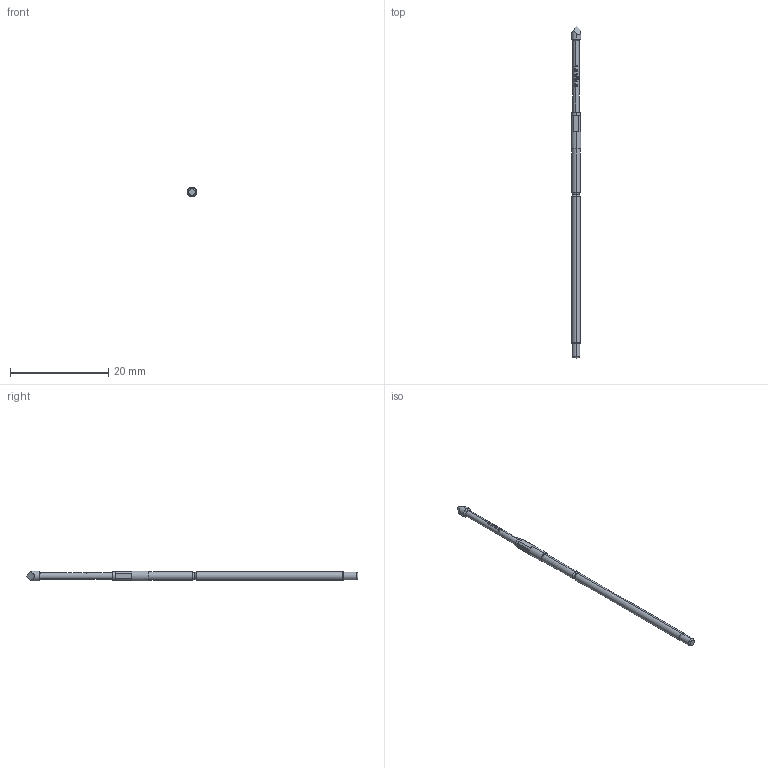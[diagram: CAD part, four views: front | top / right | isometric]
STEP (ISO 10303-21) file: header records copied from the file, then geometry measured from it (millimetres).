
FILE_DESCRIPTION (( 'STEP AP203' ), '1' );
FILE_NAME ('INGUN_GKS-212_307_200_A_xx07_M.STEP', '2022-01-28T10:19:43', ( 'ochi' ), ( '' ), 'SwSTEP 2.0', 'SolidWorks 2018', '' );
FILE_SCHEMA (( 'CONFIG_CONTROL_DESIGN' ));
Length unit declared in the file: millimetre
Products named in the file (1): INGUN_GKS-212_307_200_A_xx07_M
Bounding box: 2 x 67.5 x 2 mm (x, y, z)
Volume: 137.4 mm3; surface area: 346.3 mm2
Topology: 1 solids, 1 shells, 120 faces, 326 edges, 212 vertices
Faces by surface type: plane 55, cylinder 33, bspline 22, torus 6, cone 4
Entity records: 4831 total; most frequent: CARTESIAN_POINT 2212, ORIENTED_EDGE 652, DIRECTION 341, EDGE_CURVE 326, B_SPLINE_CURVE_WITH_KNOTS 222, VERTEX_POINT 212, AXIS2_PLACEMENT_3D 143, EDGE_LOOP 124
